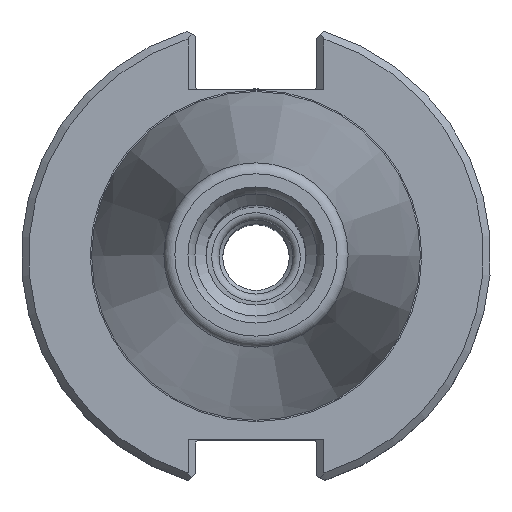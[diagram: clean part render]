
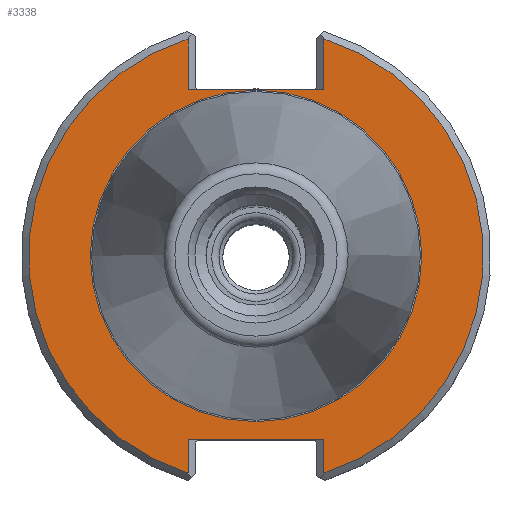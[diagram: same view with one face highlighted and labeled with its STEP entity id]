
A CAD part, top view. The second image highlights one B-rep face of the part: STEP entity #3338.
In plain terms, the highlighted planar face has unit normal (0, 0, 1).
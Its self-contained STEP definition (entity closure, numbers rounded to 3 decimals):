
#58=LINE('',#4960,#131);
#61=LINE('',#4971,#134);
#80=LINE('',#5054,#153);
#82=LINE('',#5070,#155);
#83=LINE('',#5072,#156);
#84=LINE('',#5074,#157);
#131=VECTOR('',#3980,1000.);
#134=VECTOR('',#3985,1000.);
#153=VECTOR('',#4032,1000.);
#155=VECTOR('',#4042,1000.);
#156=VECTOR('',#4043,1000.);
#157=VECTOR('',#4044,1000.);
#710=ORIENTED_EDGE('',*,*,#1083,.T.);
#711=ORIENTED_EDGE('',*,*,#1078,.T.);
#712=ORIENTED_EDGE('',*,*,#1108,.F.);
#713=ORIENTED_EDGE('',*,*,#1074,.T.);
#714=ORIENTED_EDGE('',*,*,#1100,.T.);
#715=ORIENTED_EDGE('',*,*,#1113,.T.);
#716=ORIENTED_EDGE('',*,*,#1114,.F.);
#717=ORIENTED_EDGE('',*,*,#1115,.T.);
#718=ORIENTED_EDGE('',*,*,#1072,.F.);
#1072=EDGE_CURVE('',#1322,#1322,#1482,.T.);
#1074=EDGE_CURVE('',#1324,#1323,#58,.T.);
#1078=EDGE_CURVE('',#1325,#1326,#61,.T.);
#1083=EDGE_CURVE('',#1329,#1325,#1483,.T.);
#1100=EDGE_CURVE('',#1323,#1340,#1484,.T.);
#1108=EDGE_CURVE('',#1324,#1326,#80,.T.);
#1113=EDGE_CURVE('',#1340,#1347,#82,.T.);
#1114=EDGE_CURVE('',#1348,#1347,#83,.T.);
#1115=EDGE_CURVE('',#1348,#1329,#84,.T.);
#1322=VERTEX_POINT('',#4953);
#1323=VERTEX_POINT('',#4959);
#1324=VERTEX_POINT('',#4961);
#1325=VERTEX_POINT('',#4968);
#1326=VERTEX_POINT('',#4970);
#1329=VERTEX_POINT('',#4986);
#1340=VERTEX_POINT('',#5032);
#1347=VERTEX_POINT('',#5071);
#1348=VERTEX_POINT('',#5073);
#1482=CIRCLE('',#3541,22.413);
#1483=CIRCLE('',#3546,30.75);
#1484=CIRCLE('',#3553,30.75);
#1670=EDGE_LOOP('',(#710,#711,#712,#713,#714,#715,#716,#717));
#1671=EDGE_LOOP('',(#718));
#1932=FACE_BOUND('',#1670,.T.);
#1933=FACE_BOUND('',#1671,.T.);
#2103=PLANE('',#3561);
#3338=ADVANCED_FACE('',(#1932,#1933),#2103,.T.);
#3541=AXIS2_PLACEMENT_3D('',#4952,#3976,#3977);
#3546=AXIS2_PLACEMENT_3D('',#4987,#3992,#3993);
#3553=AXIS2_PLACEMENT_3D('',#5033,#4018,#4019);
#3561=AXIS2_PLACEMENT_3D('',#5069,#4040,#4041);
#3976=DIRECTION('',(0.,0.,1.));
#3977=DIRECTION('',(1.,0.,0.));
#3980=DIRECTION('',(0.,-1.,0.));
#3985=DIRECTION('',(0.,1.,0.));
#3992=DIRECTION('',(0.,0.,1.));
#3993=DIRECTION('',(1.,0.,0.));
#4018=DIRECTION('',(0.,0.,1.));
#4019=DIRECTION('',(1.,0.,0.));
#4032=DIRECTION('',(-1.,0.,0.));
#4040=DIRECTION('',(0.,0.,1.));
#4041=DIRECTION('',(1.,0.,0.));
#4042=DIRECTION('',(0.,-1.,0.));
#4043=DIRECTION('',(1.,0.,0.));
#4044=DIRECTION('',(0.,1.,0.));
#4952=CARTESIAN_POINT('',(0.,0.,-3.17));
#4953=CARTESIAN_POINT('',(22.413,0.,-3.17));
#4959=CARTESIAN_POINT('',(9.19,-29.345,-3.17));
#4960=CARTESIAN_POINT('',(9.19,-30.831,-3.17));
#4961=CARTESIAN_POINT('',(9.19,-24.87,-3.17));
#4968=CARTESIAN_POINT('',(-9.19,-29.345,-3.17));
#4970=CARTESIAN_POINT('',(-9.19,-24.87,-3.17));
#4971=CARTESIAN_POINT('',(-9.19,-24.87,-3.17));
#4986=CARTESIAN_POINT('',(-9.19,29.345,-3.17));
#4987=CARTESIAN_POINT('',(0.,0.,-3.17));
#5032=CARTESIAN_POINT('',(9.19,29.345,-3.17));
#5033=CARTESIAN_POINT('',(0.,0.,-3.17));
#5054=CARTESIAN_POINT('',(8.19,-24.87,-3.17));
#5069=CARTESIAN_POINT('',(22.413,0.,-3.17));
#5070=CARTESIAN_POINT('',(9.19,22.46,-3.17));
#5071=CARTESIAN_POINT('',(9.19,22.46,-3.17));
#5072=CARTESIAN_POINT('',(-8.19,22.46,-3.17));
#5073=CARTESIAN_POINT('',(-9.19,22.46,-3.17));
#5074=CARTESIAN_POINT('',(-9.19,30.831,-3.17));
